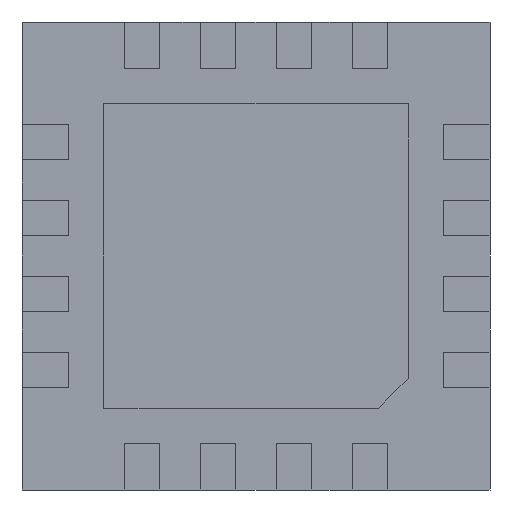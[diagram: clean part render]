
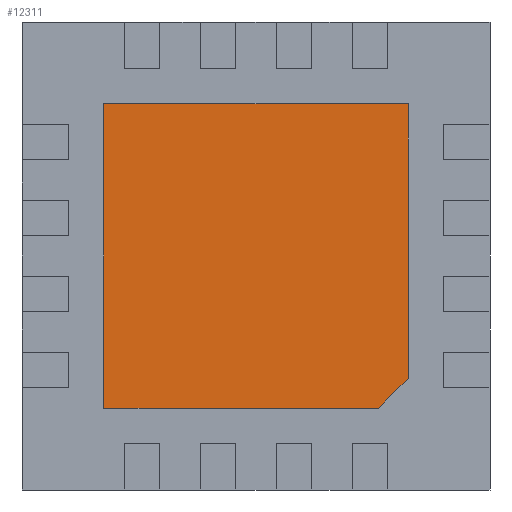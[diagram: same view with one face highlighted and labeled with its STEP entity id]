
A CAD part, front view. The second image highlights one B-rep face of the part: STEP entity #12311.
In plain terms, the highlighted planar face has unit normal (0, -1, 0).
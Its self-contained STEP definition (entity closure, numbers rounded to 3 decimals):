
#12137=DIRECTION('',(0.,0.,1.));
#12138=VECTOR('',#12137,2.349);
#12139=CARTESIAN_POINT('',(1.3,0.,-1.049));
#12140=LINE('',#12139,#12138);
#12144=DIRECTION('',(0.707,0.,0.707));
#12145=VECTOR('',#12144,0.356);
#12146=CARTESIAN_POINT('',(1.049,0.,-1.3));
#12147=LINE('',#12146,#12145);
#12151=DIRECTION('',(1.,0.,0.));
#12152=VECTOR('',#12151,2.349);
#12153=CARTESIAN_POINT('',(-1.3,0.,-1.3));
#12154=LINE('',#12153,#12152);
#12158=DIRECTION('',(0.,0.,-1.));
#12159=VECTOR('',#12158,2.6);
#12160=CARTESIAN_POINT('',(-1.3,0.,1.3));
#12161=LINE('',#12160,#12159);
#12165=DIRECTION('',(-1.,0.,0.));
#12166=VECTOR('',#12165,2.6);
#12167=CARTESIAN_POINT('',(1.3,0.,1.3));
#12168=LINE('',#12167,#12166);
#12229=CARTESIAN_POINT('',(1.3,0.,-1.049));
#12230=CARTESIAN_POINT('',(1.3,0.,1.3));
#12231=VERTEX_POINT('',#12229);
#12232=VERTEX_POINT('',#12230);
#12233=CARTESIAN_POINT('',(-1.3,0.,1.3));
#12234=VERTEX_POINT('',#12233);
#12235=CARTESIAN_POINT('',(-1.3,0.,-1.3));
#12236=VERTEX_POINT('',#12235);
#12237=CARTESIAN_POINT('',(1.049,0.,-1.3));
#12238=VERTEX_POINT('',#12237);
#12296=CARTESIAN_POINT('',(0.,0.,0.));
#12297=DIRECTION('',(0.,1.,0.));
#12298=DIRECTION('',(1.,0.,0.));
#12299=AXIS2_PLACEMENT_3D('',#12296,#12297,#12298);
#12300=PLANE('',#12299);
#12301=ORIENTED_EDGE('',*,*,#12258,.F.);
#12303=ORIENTED_EDGE('',*,*,#12302,.F.);
#12305=ORIENTED_EDGE('',*,*,#12304,.F.);
#12307=ORIENTED_EDGE('',*,*,#12306,.F.);
#12308=ORIENTED_EDGE('',*,*,#12289,.F.);
#12309=EDGE_LOOP('',(#12301,#12303,#12305,#12307,#12308));
#12310=FACE_OUTER_BOUND('',#12309,.F.);
#12311=ADVANCED_FACE('',(#12310),#12300,.F.);
#12258=EDGE_CURVE('',#12231,#12232,#12140,.T.);
#12289=EDGE_CURVE('',#12232,#12234,#12168,.T.);
#12302=EDGE_CURVE('',#12238,#12231,#12147,.T.);
#12304=EDGE_CURVE('',#12236,#12238,#12154,.T.);
#12306=EDGE_CURVE('',#12234,#12236,#12161,.T.);
